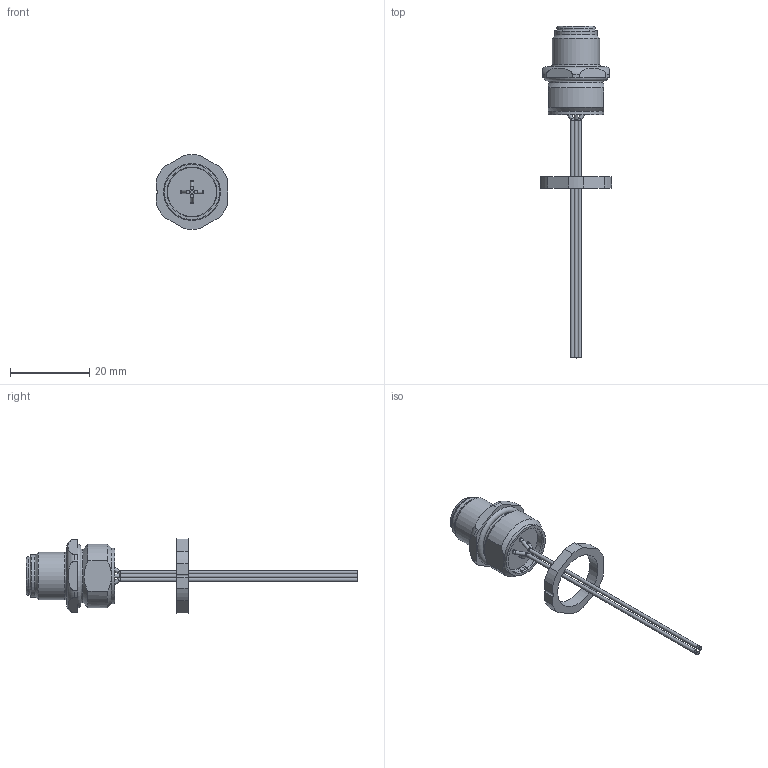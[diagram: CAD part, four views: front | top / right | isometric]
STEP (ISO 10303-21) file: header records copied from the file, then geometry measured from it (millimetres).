
FILE_DESCRIPTION(/* description */ (''),/* implementation_level */ '2;1');
FILE_NAME(/* name */ '100620740ugm000_b.stp',/* time_stamp */ '2019-09-04T08:56:02+02:00',/* author */ (''),/* organization */ (''),/* preprocessor_version */ 'ST-DEVELOPER v16.7',/* originating_system */ 'SIEMENS PLM Software NX 12.0',/* authorisation */ '');
FILE_SCHEMA (('AUTOMOTIVE_DESIGN { 1 0 10303 214 3 1 1 1 }'));
Length unit declared in the file: millimetre
Products named in the file (1): 100620740ugm000_b
Bounding box: 18 x 83.95 x 18.96 mm (x, y, z)
Volume: 3177 mm3; surface area: 3592.6 mm2
Topology: 2 solids, 3 shells, 126 faces, 292 edges, 188 vertices
Faces by surface type: cylinder 55, plane 43, bspline 15, cone 7, sphere 4, torus 2
Full cylindrical faces by diameter (mm): 0.9 x12, 1 x4, 1.05 x1, 1.6 x5, 8.45 x1, 9.5 x1, 9.7 x1, 9.85 x1, 10.7 x1, 12 x1, 13.5 x1, 14 x1, 14.38 x1
Entity records: 4579 total; most frequent: CARTESIAN_POINT 1097, DIRECTION 542, ORIENTED_EDGE 436, AXIS2_PLACEMENT_3D 234, EDGE_CURVE 218, EDGE_LOOP 200, VERTEX_POINT 172, FACE_BOUND 149
